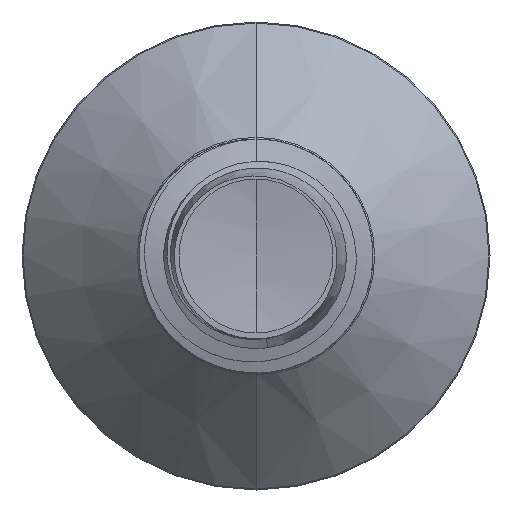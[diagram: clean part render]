
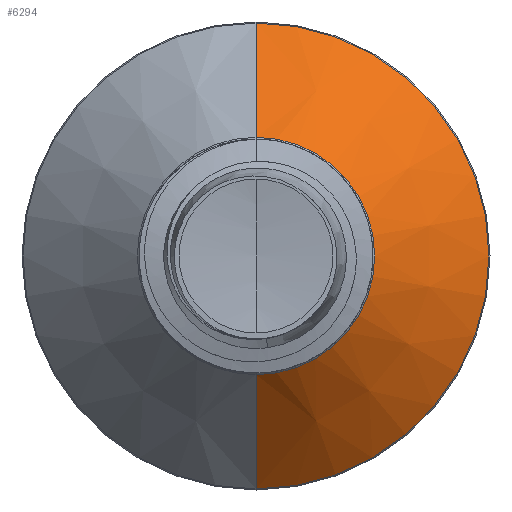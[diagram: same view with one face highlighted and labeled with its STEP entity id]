
A CAD part, front view. The second image highlights one B-rep face of the part: STEP entity #6294.
In plain terms, the highlighted conical face has half-angle 45 degrees and reference radius 3.55 mm.
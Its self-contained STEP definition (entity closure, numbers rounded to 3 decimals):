
#283 = CARTESIAN_POINT ( 'NONE',  ( 0., 8.15, 0. ) ) ;
#1004 = DIRECTION ( 'NONE',  ( 0., 0., 1. ) ) ;
#1528 = CARTESIAN_POINT ( 'NONE',  ( 0., 8.15, -3.55 ) ) ;
#1813 = DIRECTION ( 'NONE',  ( 0., 0., 1. ) ) ;
#4052 = VERTEX_POINT ( 'NONE', #1528 ) ;
#4388 = CARTESIAN_POINT ( 'NONE',  ( 0., 11.569, 0. ) ) ;
#5511 = EDGE_CURVE ( 'NONE', #14176, #4052, #14065, .T. ) ;
#5615 = DIRECTION ( 'NONE',  ( 0., 0.707, -0.707 ) ) ;
#5892 = DIRECTION ( 'NONE',  ( 0., 0., 1. ) ) ;
#5978 = CONICAL_SURFACE ( 'NONE', #9746, 3.55, 0.785 ) ;
#6156 = VECTOR ( 'NONE', #13039, 1000. ) ;
#6294 = ADVANCED_FACE ( 'NONE', ( #10633 ), #5978, .T. ) ;
#6651 = VECTOR ( 'NONE', #5615, 1000. ) ;
#7560 = CARTESIAN_POINT ( 'NONE',  ( 0., 8.15, 3.55 ) ) ;
#8311 = EDGE_CURVE ( 'NONE', #4052, #16748, #16245, .T. ) ;
#8388 = DIRECTION ( 'NONE',  ( 0., 1., 0. ) ) ;
#8514 = ORIENTED_EDGE ( 'NONE', *, *, #8311, .T. ) ;
#9746 = AXIS2_PLACEMENT_3D ( 'NONE', #9815, #8388, #1004 ) ;
#9815 = CARTESIAN_POINT ( 'NONE',  ( 0., 8.15, 0. ) ) ;
#10235 = VERTEX_POINT ( 'NONE', #13809 ) ;
#10555 = DIRECTION ( 'NONE',  ( 0., 1., 0. ) ) ;
#10633 = FACE_OUTER_BOUND ( 'NONE', #13323, .T. ) ;
#11654 = CARTESIAN_POINT ( 'NONE',  ( 0., 11.569, -6.969 ) ) ;
#12128 = ORIENTED_EDGE ( 'NONE', *, *, #16596, .F. ) ;
#13039 = DIRECTION ( 'NONE',  ( 0., 0.707, 0.707 ) ) ;
#13323 = EDGE_LOOP ( 'NONE', ( #14583, #8514, #12128, #14891 ) ) ;
#13729 = DIRECTION ( 'NONE',  ( 0., 1., 0. ) ) ;
#13809 = CARTESIAN_POINT ( 'NONE',  ( 0., 11.569, 6.969 ) ) ;
#14065 = CIRCLE ( 'NONE', #15392, 3.55 ) ;
#14176 = VERTEX_POINT ( 'NONE', #7560 ) ;
#14396 = CARTESIAN_POINT ( 'NONE',  ( 0., 8.15, -3.55 ) ) ;
#14583 = ORIENTED_EDGE ( 'NONE', *, *, #5511, .T. ) ;
#14891 = ORIENTED_EDGE ( 'NONE', *, *, #15690, .F. ) ;
#15028 = CARTESIAN_POINT ( 'NONE',  ( 0., 8.15, 3.55 ) ) ;
#15163 = AXIS2_PLACEMENT_3D ( 'NONE', #4388, #13729, #5892 ) ;
#15392 = AXIS2_PLACEMENT_3D ( 'NONE', #283, #10555, #1813 ) ;
#15690 = EDGE_CURVE ( 'NONE', #14176, #10235, #16217, .T. ) ;
#16217 = LINE ( 'NONE', #15028, #6156 ) ;
#16245 = LINE ( 'NONE', #14396, #6651 ) ;
#16596 = EDGE_CURVE ( 'NONE', #10235, #16748, #16670, .T. ) ;
#16670 = CIRCLE ( 'NONE', #15163, 6.969 ) ;
#16748 = VERTEX_POINT ( 'NONE', #11654 ) ;
